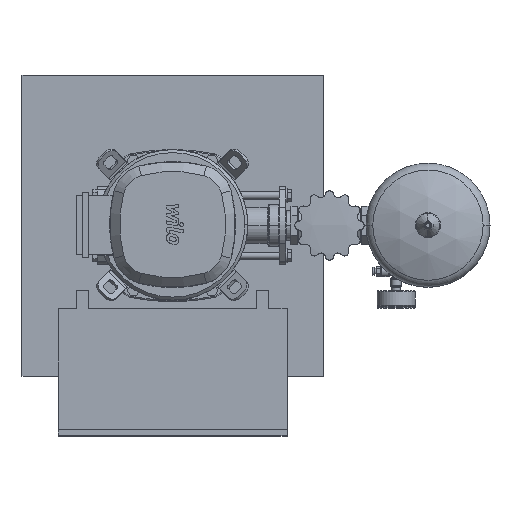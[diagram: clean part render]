
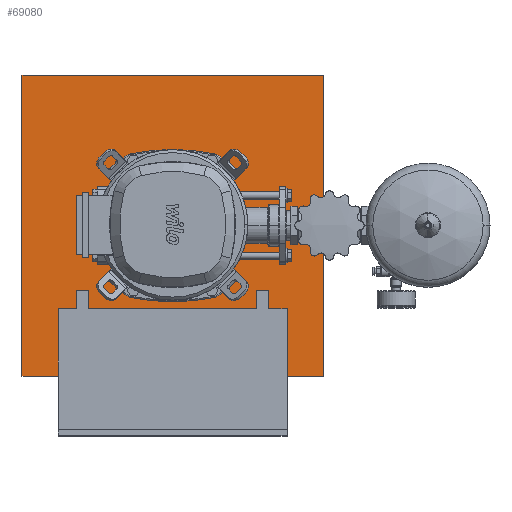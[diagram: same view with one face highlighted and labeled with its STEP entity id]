
A CAD part, top view. The second image highlights one B-rep face of the part: STEP entity #69080.
In plain terms, the highlighted planar face has unit normal (0, 0, 1).
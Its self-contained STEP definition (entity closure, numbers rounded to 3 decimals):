
#69041=CARTESIAN_POINT('',(-250.0,0.0,125.0));
#69042=DIRECTION('',(0.0,0.0,1.0));
#69043=DIRECTION('',(0.0,-1.0,0.0));
#69044=AXIS2_PLACEMENT_3D('',#69041,#69042,#69043);
#69045=PLANE('',#69044);
#69046=CARTESIAN_POINT('',(250.0,-250.0,125.));
#69047=VERTEX_POINT('',#69046);
#69048=CARTESIAN_POINT('',(250.0,250.0,125.));
#69049=VERTEX_POINT('',#69048);
#69050=CARTESIAN_POINT('',(250.0,-250.0,125.));
#69051=DIRECTION('',(0.0,1.0,0.0));
#69052=VECTOR('',#69051,500.0);
#69053=LINE('',#69050,#69052);
#69054=EDGE_CURVE('',#69047,#69049,#69053,.T.);
#69055=ORIENTED_EDGE('',*,*,#69054,.T.);
#69056=CARTESIAN_POINT('',(-250.0,250.0,125.));
#69057=VERTEX_POINT('',#69056);
#69058=CARTESIAN_POINT('',(-250.0,250.0,125.));
#69059=DIRECTION('',(1.0,0.0,0.0));
#69060=VECTOR('',#69059,500.0);
#69061=LINE('',#69058,#69060);
#69062=EDGE_CURVE('',#69057,#69049,#69061,.T.);
#69063=ORIENTED_EDGE('',*,*,#69062,.F.);
#69064=CARTESIAN_POINT('',(-250.0,-250.0,125.));
#69065=VERTEX_POINT('',#69064);
#69066=CARTESIAN_POINT('',(-250.0,250.0,125.));
#69067=DIRECTION('',(0.0,-1.0,0.0));
#69068=VECTOR('',#69067,500.0);
#69069=LINE('',#69066,#69068);
#69070=EDGE_CURVE('',#69057,#69065,#69069,.T.);
#69071=ORIENTED_EDGE('',*,*,#69070,.T.);
#69072=CARTESIAN_POINT('',(-250.0,-250.0,125.));
#69073=DIRECTION('',(1.0,0.0,0.0));
#69074=VECTOR('',#69073,500.0);
#69075=LINE('',#69072,#69074);
#69076=EDGE_CURVE('',#69065,#69047,#69075,.T.);
#69077=ORIENTED_EDGE('',*,*,#69076,.T.);
#69078=EDGE_LOOP('',(#69055,#69063,#69071,#69077));
#69079=FACE_OUTER_BOUND('',#69078,.T.);
#69080=ADVANCED_FACE('',(#69079),#69045,.T.);
